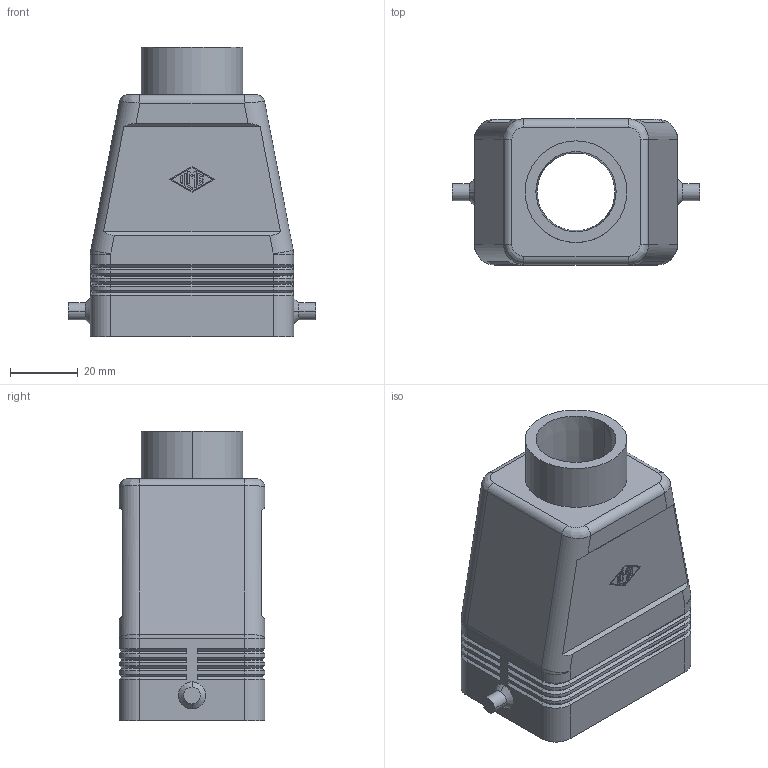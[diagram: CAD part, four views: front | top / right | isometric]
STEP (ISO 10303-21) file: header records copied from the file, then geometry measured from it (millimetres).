
FILE_DESCRIPTION(('Creo Elements/Direct Modeling STEP Export'),'2;1');
FILE_NAME('CAVT_06_5_L.stp','2012-12-18T 9:20:16',(''),(''),'Creo Elements/Direct Modeling STEP processor for AP214 (Solid Model)','Creo Elements/Direct Modeling 18.0B 02-Dec-2011 (C) Parametric Technology GmbH','');
FILE_SCHEMA(('AUTOMOTIVE_DESIGN { 1 0 10303 214 1 1 1 1 }'));
Length unit declared in the file: millimetre
Products named in the file (1): MSBO6571
Bounding box: 73 x 43 x 85.5 mm (x, y, z)
Volume: 58564.4 mm3; surface area: 30855.1 mm2
Topology: 1 solids, 1 shells, 326 faces, 800 edges, 488 vertices
Faces by surface type: plane 178, cylinder 94, cone 46, bspline 4, sphere 4
Entity records: 11899 total; most frequent: CARTESIAN_POINT 1812, ORIENTED_EDGE 1584, DIRECTION 1520, EDGE_CURVE 792, VECTOR 544, LINE 544, AXIS2_PLACEMENT_3D 488, VERTEX_POINT 488
